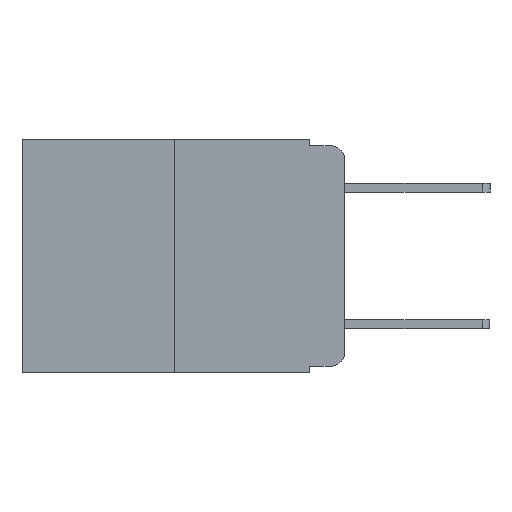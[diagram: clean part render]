
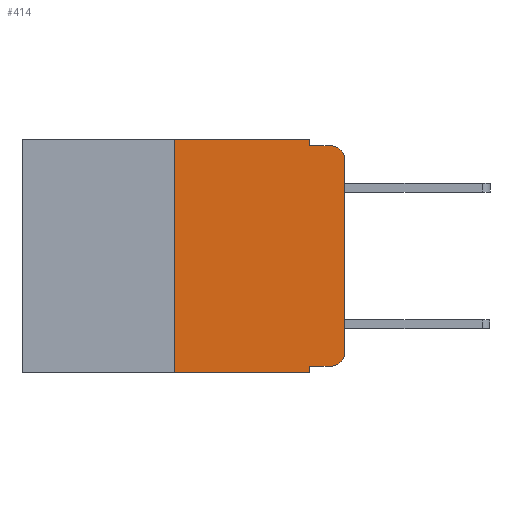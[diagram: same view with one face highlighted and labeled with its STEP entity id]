
A CAD part, left-side view. The second image highlights one B-rep face of the part: STEP entity #414.
In plain terms, the highlighted planar face has unit normal (-1, 0, 0).
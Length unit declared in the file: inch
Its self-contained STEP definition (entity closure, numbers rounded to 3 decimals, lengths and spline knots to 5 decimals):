
#303 = VERTEX_POINT ( 'NONE', #7778 ) ;
#414 = ADVANCED_FACE ( 'NONE', ( #8871 ), #9914, .F. ) ;
#459 = CIRCLE ( 'NONE', #1451, 0.02 ) ;
#676 = EDGE_CURVE ( 'NONE', #7365, #8608, #459, .T. ) ;
#840 = CARTESIAN_POINT ( 'NONE',  ( 0., 0.02, -0.313 ) ) ;
#937 = ORIENTED_EDGE ( 'NONE', *, *, #12207, .F. ) ;
#1062 = EDGE_CURVE ( 'NONE', #12393, #8895, #6072, .T. ) ;
#1386 = ORIENTED_EDGE ( 'NONE', *, *, #9073, .T. ) ;
#1451 = AXIS2_PLACEMENT_3D ( 'NONE', #8588, #1760, #3077 ) ;
#1474 = EDGE_CURVE ( 'NONE', #303, #7365, #7460, .T. ) ;
#1733 = CARTESIAN_POINT ( 'NONE',  ( 0., 0.051, -0.343 ) ) ;
#1740 = VECTOR ( 'NONE', #12031, 39.37008 ) ;
#1760 = DIRECTION ( 'NONE',  ( -1., 0., 0. ) ) ;
#2045 = DIRECTION ( 'NONE',  ( 0., 0., -1. ) ) ;
#2328 = VERTEX_POINT ( 'NONE', #8102 ) ;
#2584 = VECTOR ( 'NONE', #12956, 39.37008 ) ;
#2654 = ORIENTED_EDGE ( 'NONE', *, *, #10891, .F. ) ;
#2737 = CARTESIAN_POINT ( 'NONE',  ( 0., 0.25, 0. ) ) ;
#3058 = DIRECTION ( 'NONE',  ( 0., 0., -1. ) ) ;
#3077 = DIRECTION ( 'NONE',  ( 0., 0., -1. ) ) ;
#3280 = ORIENTED_EDGE ( 'NONE', *, *, #1062, .F. ) ;
#3530 = EDGE_LOOP ( 'NONE', ( #7840, #13029, #8212, #937, #3280, #2654, #1386, #6783, #11612, #5495 ) ) ;
#3850 = DIRECTION ( 'NONE',  ( 0., 0., 1. ) ) ;
#4291 = VECTOR ( 'NONE', #12316, 39.37008 ) ;
#4388 = DIRECTION ( 'NONE',  ( 0., -1., 0. ) ) ;
#4439 = VERTEX_POINT ( 'NONE', #8655 ) ;
#5022 = DIRECTION ( 'NONE',  ( 0., -1., 0. ) ) ;
#5128 = CARTESIAN_POINT ( 'NONE',  ( 0., 0.473, 0. ) ) ;
#5129 = DIRECTION ( 'NONE',  ( 0., -1., 0. ) ) ;
#5495 = ORIENTED_EDGE ( 'NONE', *, *, #8206, .T. ) ;
#5792 = LINE ( 'NONE', #7542, #10811 ) ;
#5972 = VECTOR ( 'NONE', #3850, 39.37008 ) ;
#6072 = LINE ( 'NONE', #7181, #11078 ) ;
#6292 = CARTESIAN_POINT ( 'NONE',  ( 0., 0.051, -0.333 ) ) ;
#6600 = DIRECTION ( 'NONE',  ( 1., 0., 0. ) ) ;
#6783 = ORIENTED_EDGE ( 'NONE', *, *, #10250, .F. ) ;
#6838 = CARTESIAN_POINT ( 'NONE',  ( 0., 0.02, -0.01 ) ) ;
#7181 = CARTESIAN_POINT ( 'NONE',  ( 0., 0.473, 0. ) ) ;
#7237 = VERTEX_POINT ( 'NONE', #6292 ) ;
#7365 = VERTEX_POINT ( 'NONE', #9450 ) ;
#7460 = LINE ( 'NONE', #11038, #1740 ) ;
#7542 = CARTESIAN_POINT ( 'NONE',  ( 0., 0.051, 0. ) ) ;
#7778 = CARTESIAN_POINT ( 'NONE',  ( 0., 0., -0.313 ) ) ;
#7840 = ORIENTED_EDGE ( 'NONE', *, *, #1474, .T. ) ;
#7858 = CARTESIAN_POINT ( 'NONE',  ( 0., 0.051, -0.01 ) ) ;
#8033 = VERTEX_POINT ( 'NONE', #1733 ) ;
#8102 = CARTESIAN_POINT ( 'NONE',  ( 0., 0.25, -0.343 ) ) ;
#8206 = EDGE_CURVE ( 'NONE', #4439, #303, #9967, .T. ) ;
#8212 = ORIENTED_EDGE ( 'NONE', *, *, #12881, .F. ) ;
#8370 = CARTESIAN_POINT ( 'NONE',  ( 0., 0.051, -0.01 ) ) ;
#8394 = DIRECTION ( 'NONE',  ( -1., 0., 0. ) ) ;
#8417 = AXIS2_PLACEMENT_3D ( 'NONE', #840, #8394, #2045 ) ;
#8588 = CARTESIAN_POINT ( 'NONE',  ( 0., 0.02, -0.03 ) ) ;
#8608 = VERTEX_POINT ( 'NONE', #6838 ) ;
#8635 = VERTEX_POINT ( 'NONE', #7858 ) ;
#8655 = CARTESIAN_POINT ( 'NONE',  ( 0., 0.02, -0.333 ) ) ;
#8871 = FACE_OUTER_BOUND ( 'NONE', #3530, .T. ) ;
#8895 = VERTEX_POINT ( 'NONE', #13203 ) ;
#8971 = LINE ( 'NONE', #2737, #5972 ) ;
#9073 = EDGE_CURVE ( 'NONE', #2328, #8033, #12396, .T. ) ;
#9450 = CARTESIAN_POINT ( 'NONE',  ( 0., 0., -0.03 ) ) ;
#9484 = CARTESIAN_POINT ( 'NONE',  ( 0., 0.473, -0.343 ) ) ;
#9581 = EDGE_CURVE ( 'NONE', #7237, #4439, #13025, .T. ) ;
#9743 = LINE ( 'NONE', #8370, #4291 ) ;
#9914 = PLANE ( 'NONE',  #10471 ) ;
#9967 = CIRCLE ( 'NONE', #8417, 0.02 ) ;
#10094 = CARTESIAN_POINT ( 'NONE',  ( 0., 0.051, -0.333 ) ) ;
#10250 = EDGE_CURVE ( 'NONE', #7237, #8033, #10853, .T. ) ;
#10414 = VECTOR ( 'NONE', #5022, 39.37008 ) ;
#10471 = AXIS2_PLACEMENT_3D ( 'NONE', #5128, #6600, #3058 ) ;
#10790 = CARTESIAN_POINT ( 'NONE',  ( 0., 0.25, 0. ) ) ;
#10811 = VECTOR ( 'NONE', #12541, 39.37008 ) ;
#10853 = LINE ( 'NONE', #11938, #2584 ) ;
#10891 = EDGE_CURVE ( 'NONE', #2328, #12393, #8971, .T. ) ;
#11038 = CARTESIAN_POINT ( 'NONE',  ( 0., 0., 0. ) ) ;
#11078 = VECTOR ( 'NONE', #5129, 39.37008 ) ;
#11612 = ORIENTED_EDGE ( 'NONE', *, *, #9581, .T. ) ;
#11938 = CARTESIAN_POINT ( 'NONE',  ( 0., 0.051, 0. ) ) ;
#12031 = DIRECTION ( 'NONE',  ( 0., 0., 1. ) ) ;
#12080 = VECTOR ( 'NONE', #4388, 39.37008 ) ;
#12207 = EDGE_CURVE ( 'NONE', #8895, #8635, #5792, .T. ) ;
#12316 = DIRECTION ( 'NONE',  ( 0., -1., 0. ) ) ;
#12393 = VERTEX_POINT ( 'NONE', #10790 ) ;
#12396 = LINE ( 'NONE', #9484, #12080 ) ;
#12541 = DIRECTION ( 'NONE',  ( 0., 0., -1. ) ) ;
#12881 = EDGE_CURVE ( 'NONE', #8635, #8608, #9743, .T. ) ;
#12956 = DIRECTION ( 'NONE',  ( 0., 0., -1. ) ) ;
#13025 = LINE ( 'NONE', #10094, #10414 ) ;
#13029 = ORIENTED_EDGE ( 'NONE', *, *, #676, .T. ) ;
#13203 = CARTESIAN_POINT ( 'NONE',  ( 0., 0.051, 0. ) ) ;
